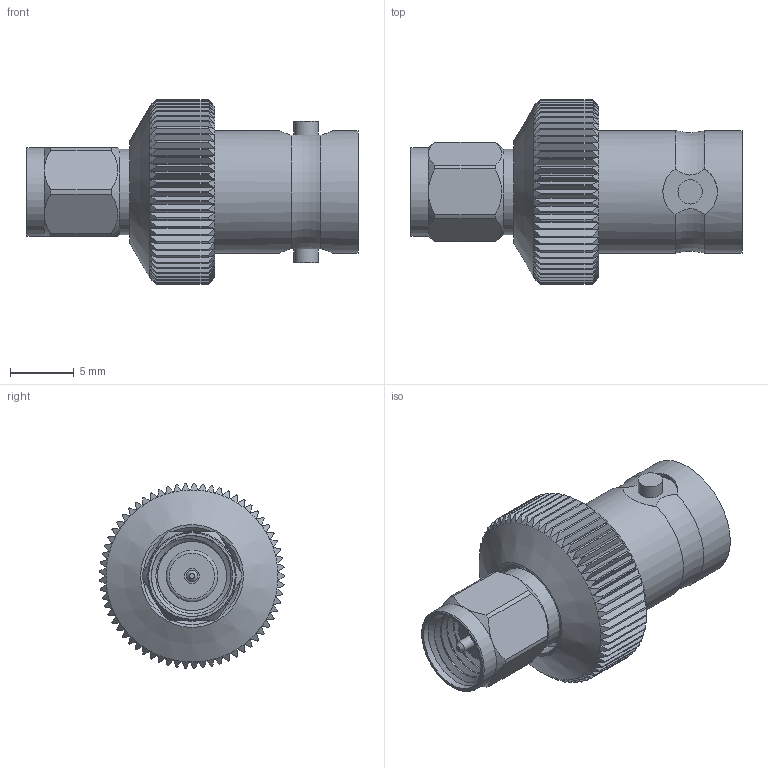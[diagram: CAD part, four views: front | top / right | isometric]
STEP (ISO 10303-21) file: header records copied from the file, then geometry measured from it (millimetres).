
FILE_DESCRIPTION (( 'STEP AP203' ), '1' );
FILE_NAME ('PE9074_3D.step', '2022-04-19T15:33:22', ( '' ), ( '' ), 'SwSTEP 2.0', 'SolidWorks 2021', '' );
FILE_SCHEMA (( 'CONFIG_CONTROL_DESIGN' ));
Length unit declared in the file: inch
Products named in the file (1): PE9074_3D
Bounding box: 26.01 x 14.47 x 14.48 mm (x, y, z)
Volume: 1533.8 mm3; surface area: 1829.7 mm2
Topology: 1 solids, 1 shells, 420 faces, 946 edges, 540 vertices
Faces by surface type: plane 164, cone 149, cylinder 100, torus 4, bspline 3
Full cylindrical faces by diameter (mm): 0.914 x1, 1.168 x1, 1.27 x1, 1.798 x1, 1.905 x2, 4.064 x1, 4.572 x1, 6.172 x1, 6.35 x5, 6.68 x1, 6.929 x1, 7.62 x1, 8.255 x1, 9.601 x2
Entity records: 13008 total; most frequent: CARTESIAN_POINT 4347, ORIENTED_EDGE 1786, DIRECTION 1757, EDGE_CURVE 893, AXIS2_PLACEMENT_3D 755, VERTEX_POINT 518, EDGE_LOOP 453, FACE_OUTER_BOUND 433
